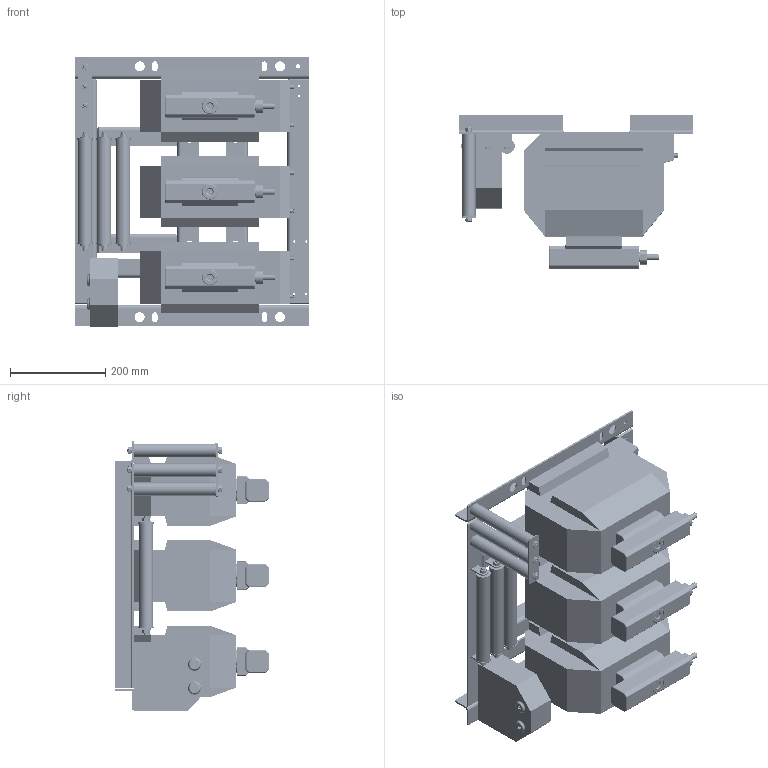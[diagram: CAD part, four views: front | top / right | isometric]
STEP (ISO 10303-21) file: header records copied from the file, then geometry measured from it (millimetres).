
FILE_DESCRIPTION(('STEP AP242'), '1');
FILE_NAME('ÝÊ.1.756.001 3õÇÍÎËÏ Ì1 ÒÀ 3-6-10êÂ', '', ('UNSPECIFIED'), ('UNSPECIFIED'), 'ASCON STEP Converter 1.6', 'ASCON Math Kernel', '');
FILE_SCHEMA(('AP242_MANAGED_MODEL_BASED_3D_ENGINEERING_MIM_LF { 1 0 10303 442 1 1 4 }'));
Length unit declared in the file: millimetre
Products named in the file (44): 3ﾍﾎﾋ-10 ﾌ1 ﾒﾀ; 4; 鎗鵻罻 楟.8.211.004
Assembly tree (88 placements, depth 5):
  3ﾍﾎﾋ-10 ﾌ1 ﾒﾀ
    (unnamed)
      (unnamed)
      (unnamed)
        (unnamed)
      (unnamed)
      (unnamed)  x2
      (unnamed)
      (unnamed)
      (unnamed)  x6
      (unnamed)  x2
    (unnamed)
    4  x3
    (unnamed)  x6
    (unnamed)  x3
    (unnamed)  x3
    (unnamed)
    (unnamed)  x3
    (unnamed)  x6
    (unnamed)  x6
    (unnamed)  x3
      (unnamed)
      (unnamed)
      鎗鵻罻 楟.8.211.004
      (unnamed)
      (unnamed)
      (unnamed)
        (unnamed)
        (unnamed)
          (unnamed)
          (unnamed)
          (unnamed)
          (unnamed)
          (unnamed)
        (unnamed)
        (unnamed)
        (unnamed)
        (unnamed)
      (unnamed)
      (unnamed)
      (unnamed)
        (unnamed)
        (unnamed)
        (unnamed)
Bounding box: 490 x 323.5 x 566 mm (x, y, z)
Volume: 28544918.5 mm3; surface area: 1993017.1 mm2
Topology: 170 solids, 170 shells, 5029 faces, 12162 edges, 7658 vertices
Faces by surface type: plane 2641, cylinder 1630, cone 367, torus 241, sphere 87, bspline 63
Full cylindrical faces by diameter (mm): 0.007 x3, 2.5 x6, 4 x42, 4.134 x6, 4.917 x15, 5 x12, 6 x23, 6.4 x15, 6.647 x6, 6.8 x12, 6.917 x6, 7 x3, 8 x24, 8.2 x2, 8.376 x3, 8.4 x3, 8.5 x10, 8.95 x3, 9 x6, 10 x48, 10.106 x12, 10.5 x3, 10.8 x2, 11.16 x12, 12 x20, 12.114 x3, 13 x3, 14 x6, 15 x6, 17 x42
Entity records: 78210 total; most frequent: CARTESIAN_POINT 25984, DIRECTION 7895, ORIENTED_EDGE 7058, EDGE_CURVE 3529, AXIS2_PLACEMENT_3D 2940, VERTEX_POINT 2382, LINE 2015, VECTOR 2015
